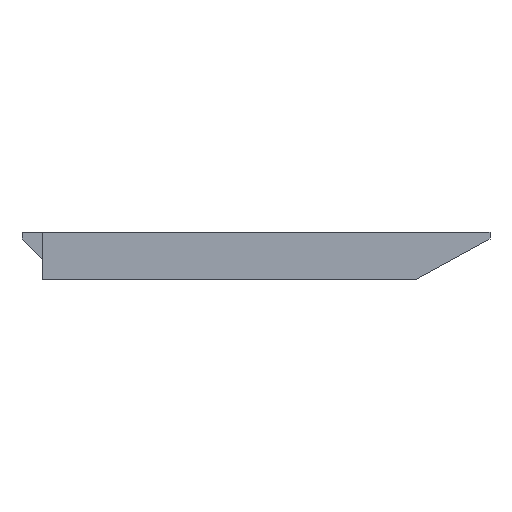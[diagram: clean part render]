
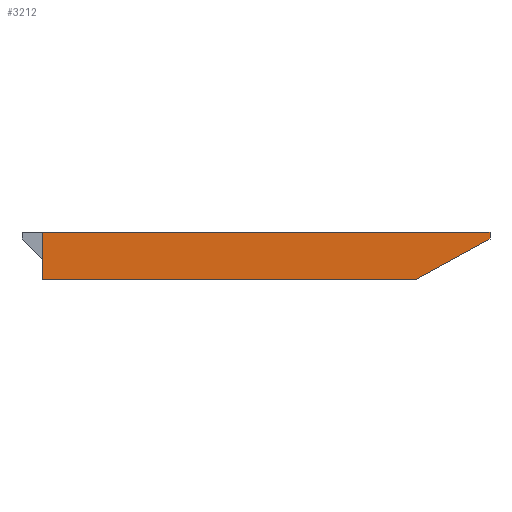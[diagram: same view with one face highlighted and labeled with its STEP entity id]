
A CAD part, front view. The second image highlights one B-rep face of the part: STEP entity #3212.
In plain terms, the highlighted planar face has unit normal (0, -1, 0).
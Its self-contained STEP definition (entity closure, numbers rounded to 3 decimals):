
#169=PLANE('',#3361);
#331=FACE_OUTER_BOUND('',#514,.T.);
#514=EDGE_LOOP('',(#2896,#2897,#2898,#2899,#2900));
#736=LINE('',#5661,#1048);
#789=LINE('',#5801,#1101);
#828=LINE('',#5904,#1140);
#829=LINE('',#5907,#1141);
#830=LINE('',#5908,#1142);
#1048=VECTOR('',#3684,10.);
#1101=VECTOR('',#3795,10.);
#1140=VECTOR('',#3912,10.);
#1141=VECTOR('',#3915,10.);
#1142=VECTOR('',#3916,10.);
#1500=VERTEX_POINT('',#5658);
#1501=VERTEX_POINT('',#5660);
#1559=VERTEX_POINT('',#5800);
#1584=VERTEX_POINT('',#5902);
#1585=VERTEX_POINT('',#5906);
#1917=EDGE_CURVE('',#1501,#1500,#736,.T.);
#1986=EDGE_CURVE('',#1500,#1559,#789,.T.);
#2038=EDGE_CURVE('',#1584,#1559,#828,.T.);
#2039=EDGE_CURVE('',#1585,#1584,#829,.T.);
#2040=EDGE_CURVE('',#1585,#1501,#830,.T.);
#2896=ORIENTED_EDGE('',*,*,#1986,.T.);
#2897=ORIENTED_EDGE('',*,*,#2038,.F.);
#2898=ORIENTED_EDGE('',*,*,#2039,.F.);
#2899=ORIENTED_EDGE('',*,*,#2040,.T.);
#2900=ORIENTED_EDGE('',*,*,#1917,.T.);
#3212=ADVANCED_FACE('',(#331),#169,.F.);
#3361=AXIS2_PLACEMENT_3D('',#5905,#3913,#3914);
#3684=DIRECTION('',(1.,0.,0.));
#3795=DIRECTION('',(0.878,0.,0.479));
#3912=DIRECTION('',(0.,0.,-1.));
#3913=DIRECTION('center_axis',(0.,1.,0.));
#3914=DIRECTION('ref_axis',(1.,0.,0.));
#3915=DIRECTION('',(1.,0.,0.));
#3916=DIRECTION('',(0.,0.,-1.));
#5658=CARTESIAN_POINT('',(28.5,-61.,-37.));
#5660=CARTESIAN_POINT('',(-26.5,-61.,-37.));
#5661=CARTESIAN_POINT('',(-26.5,-61.,-37.));
#5800=CARTESIAN_POINT('',(39.5,-61.,-31.));
#5801=CARTESIAN_POINT('',(11.527,-61.,-46.258));
#5902=CARTESIAN_POINT('',(39.5,-61.,-30.));
#5904=CARTESIAN_POINT('',(39.5,-61.,-30.));
#5905=CARTESIAN_POINT('Origin',(-26.5,-61.,-30.));
#5906=CARTESIAN_POINT('',(-26.5,-61.,-30.));
#5907=CARTESIAN_POINT('',(-26.5,-61.,-30.));
#5908=CARTESIAN_POINT('',(-26.5,-61.,-30.));
